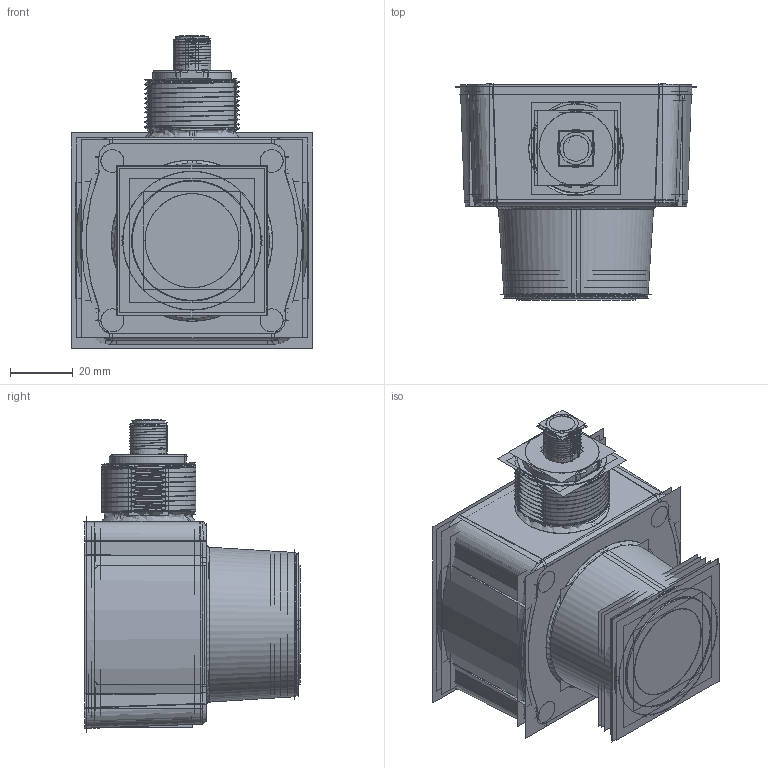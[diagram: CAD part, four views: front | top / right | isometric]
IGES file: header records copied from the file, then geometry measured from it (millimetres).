
Start section:  PTC IGES file: 159636.igs
Global section: file name: 159636.igs; native system: Pro/ENGINEER by Parametric Technology Corporation; preprocessor: 2009141; author: banengservice; organization: Unknown; date: 20121105.130604; units: millimetre
Bounding box: 77.01 x 68.93 x 99.65 mm (x, y, z)
Volume: 104985.1 mm3; surface area: 794310 mm2
Topology: 9 solids, 15 shells, 2294 faces, 11727 edges, 14840 vertices
Faces by surface type: bspline 1250, revolution 1028, extrusion 16
